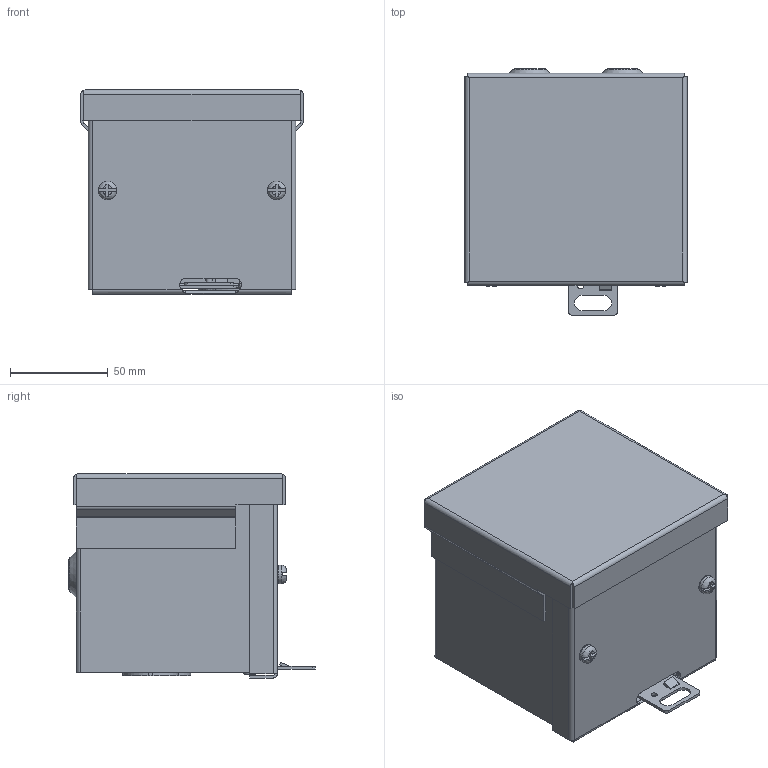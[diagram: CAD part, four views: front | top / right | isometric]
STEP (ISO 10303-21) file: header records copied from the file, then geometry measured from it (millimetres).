
FILE_DESCRIPTION (( 'STEP AP214' ), '1' );
FILE_NAME ('C3R444SC.STEP', '2019-11-12T21:06:56', ( '' ), ( '' ), 'SwSTEP 2.0', 'SolidWorks 2019', '' );
FILE_SCHEMA (( 'AUTOMOTIVE_DESIGN' ));
Length unit declared in the file: inch
Products named in the file (1): C3R444SC
Bounding box: 114.02 x 126.42 x 104.65 mm (x, y, z)
Volume: 126377.7 mm3; surface area: 174756.6 mm2
Topology: 9 solids, 9 shells, 277 faces, 701 edges, 447 vertices
Faces by surface type: plane 175, cylinder 76, bspline 17, cone 9
Full cylindrical faces by diameter (mm): 3.175 x2, 3.48 x2, 3.967 x1, 4.318 x2, 4.826 x2, 6.35 x2, 9.525 x3
Entity records: 14354 total; most frequent: CARTESIAN_POINT 4219, ORIENTED_EDGE 1308, DIRECTION 1268, EDGE_CURVE 654, VERTEX_POINT 436, VECTOR 434, LINE 434, AXIS2_PLACEMENT_3D 417
